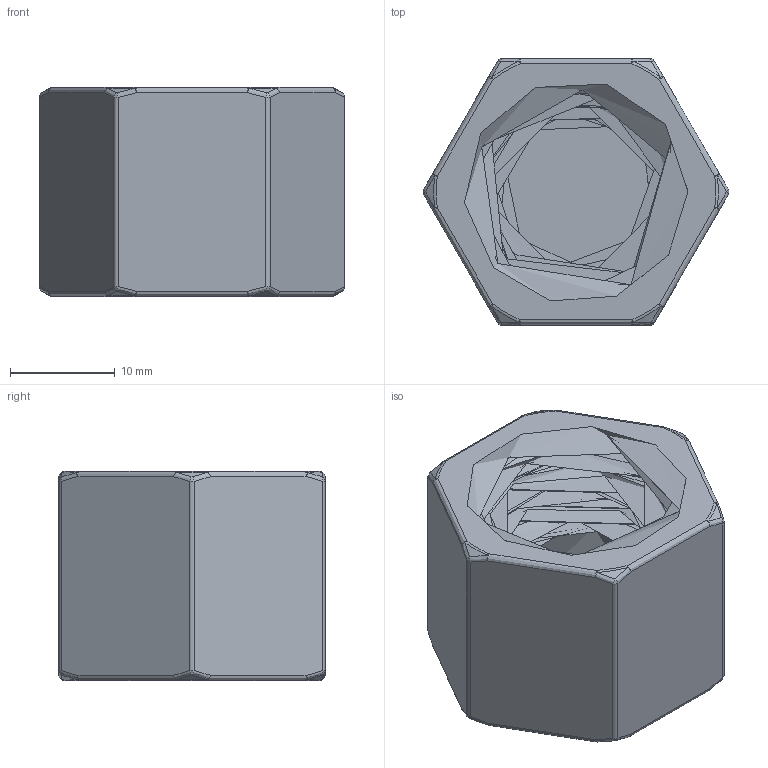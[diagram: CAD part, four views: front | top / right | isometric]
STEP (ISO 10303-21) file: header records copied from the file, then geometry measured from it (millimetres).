
FILE_DESCRIPTION(/* description */ (''),/* implementation_level */ '2;1');
FILE_NAME(/* name */ 'vk_12_es.stp',/* time_stamp */ '2017-07-21T09:40:50+02:00',/* author */ ('Hamoud'),/* organization */ (''),/* preprocessor_version */ 'ST-DEVELOPER v15.6',/* originating_system */ 'Autodesk Inventor LT ',/* authorisation */ '');
FILE_SCHEMA (('AUTOMOTIVE_DESIGN { 1 0 10303 214 3 1 1 }'));
Length unit declared in the file: millimetre
Products named in the file (1): vk_12_es
Bounding box: 29.27 x 25.5 x 20 mm (x, y, z)
Volume: 5179.4 mm3; surface area: 4530.3 mm2
Topology: 1 solids, 1 shells, 302 faces, 761 edges, 476 vertices
Faces by surface type: bspline 131, plane 86, sphere 36, cylinder 20, cone 16, torus 13
Full cylindrical faces by diameter (mm): 22 x1
Entity records: 16652 total; most frequent: CARTESIAN_POINT 10039, ORIENTED_EDGE 1498, DIRECTION 1162, EDGE_CURVE 749, VERTEX_POINT 470, AXIS2_PLACEMENT_3D 419, LINE 324, VECTOR 324
